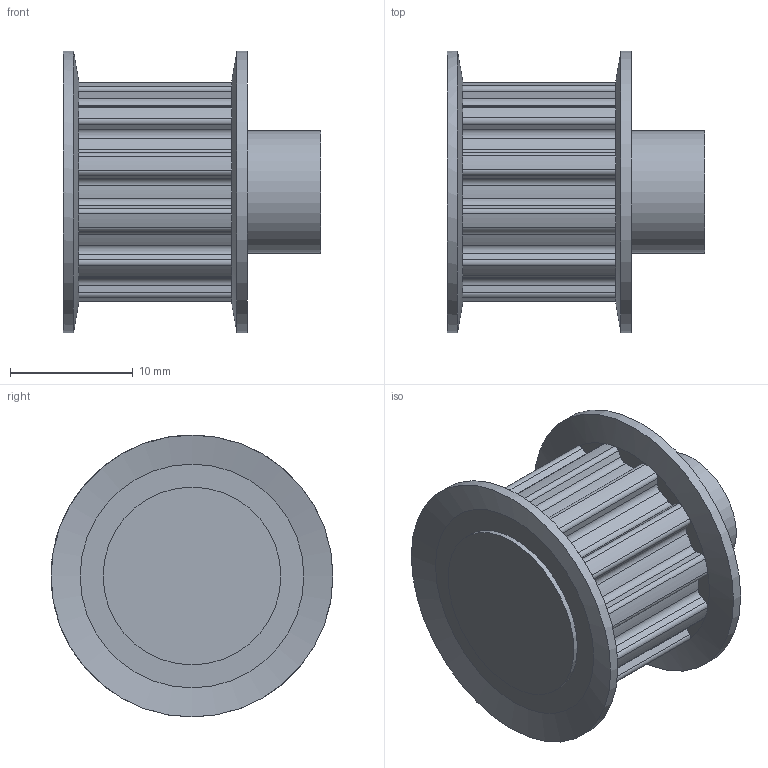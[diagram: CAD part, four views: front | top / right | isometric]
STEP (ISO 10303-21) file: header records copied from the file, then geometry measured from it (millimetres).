
FILE_DESCRIPTION( ( 'STEP AP203' ), '1' );
FILE_NAME( '16221200.stp', ' ', ( ' ' ), ( ' ' ), 'PSStep 15.0.47', 'PARTsolutions', ' ' );
FILE_SCHEMA( ( 'CONFIG_CONTROL_DESIGN' ) );
Length unit declared in the file: millimetre
Products named in the file (1): _16221200
Bounding box: 21 x 23 x 23 mm (x, y, z)
Volume: 4084.5 mm3; surface area: 2442.6 mm2
Topology: 1 solids, 1 shells, 132 faces, 332 edges, 204 vertices
Faces by surface type: cylinder 76, plane 52, cone 4
Full cylindrical faces by diameter (mm): 10 x1, 14.5 x1, 23 x2
Entity records: 3964 total; most frequent: DIRECTION 766, CARTESIAN_POINT 657, ORIENTED_EDGE 644, EDGE_CURVE 322, AXIS2_PLACEMENT_3D 311, VERTEX_POINT 202, CIRCLE 178, LINE 144
